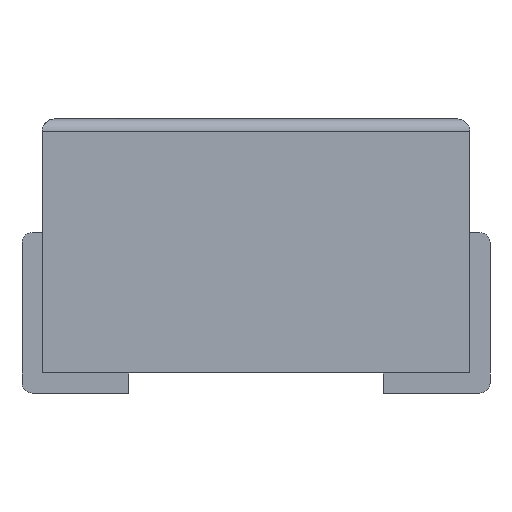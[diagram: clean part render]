
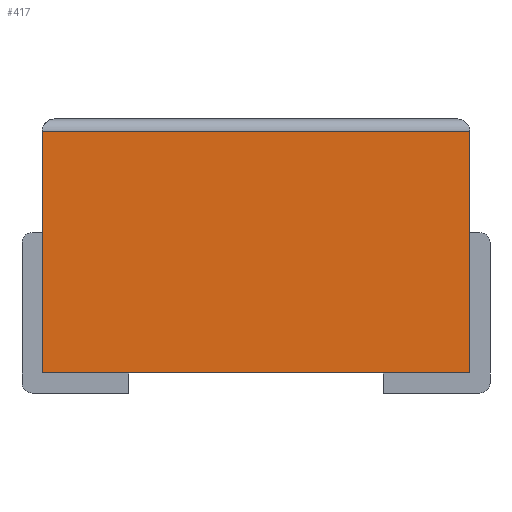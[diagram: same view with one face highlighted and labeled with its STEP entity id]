
A CAD part, front view. The second image highlights one B-rep face of the part: STEP entity #417.
In plain terms, the highlighted planar face has unit normal (0, -1, 0).
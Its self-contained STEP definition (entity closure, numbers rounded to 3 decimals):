
#281 = VERTEX_POINT('',#282);
#282 = CARTESIAN_POINT('',(1.6,-1.4,1.955));
#289 = EDGE_CURVE('',#290,#281,#292,.T.);
#290 = VERTEX_POINT('',#291);
#291 = CARTESIAN_POINT('',(-1.6,-1.4,1.955));
#292 = LINE('',#293,#294);
#293 = CARTESIAN_POINT('',(-1.6,-1.4,1.955));
#294 = VECTOR('',#295,1.);
#295 = DIRECTION('',(1.,0.,0.));
#417 = ADVANCED_FACE('',(#418),#443,.F.);
#418 = FACE_BOUND('',#419,.F.);
#419 = EDGE_LOOP('',(#420,#428,#429,#437));
#420 = ORIENTED_EDGE('',*,*,#421,.T.);
#421 = EDGE_CURVE('',#422,#290,#424,.T.);
#422 = VERTEX_POINT('',#423);
#423 = CARTESIAN_POINT('',(-1.6,-1.4,0.15));
#424 = LINE('',#425,#426);
#425 = CARTESIAN_POINT('',(-1.6,-1.4,0.15));
#426 = VECTOR('',#427,1.);
#427 = DIRECTION('',(0.,0.,1.));
#428 = ORIENTED_EDGE('',*,*,#289,.T.);
#429 = ORIENTED_EDGE('',*,*,#430,.F.);
#430 = EDGE_CURVE('',#431,#281,#433,.T.);
#431 = VERTEX_POINT('',#432);
#432 = CARTESIAN_POINT('',(1.6,-1.4,0.15));
#433 = LINE('',#434,#435);
#434 = CARTESIAN_POINT('',(1.6,-1.4,0.15));
#435 = VECTOR('',#436,1.);
#436 = DIRECTION('',(0.,0.,1.));
#437 = ORIENTED_EDGE('',*,*,#438,.F.);
#438 = EDGE_CURVE('',#422,#431,#439,.T.);
#439 = LINE('',#440,#441);
#440 = CARTESIAN_POINT('',(-1.6,-1.4,0.15));
#441 = VECTOR('',#442,1.);
#442 = DIRECTION('',(1.,0.,0.));
#443 = PLANE('',#444);
#444 = AXIS2_PLACEMENT_3D('',#445,#446,#447);
#445 = CARTESIAN_POINT('',(-1.6,-1.4,0.15));
#446 = DIRECTION('',(0.,1.,0.));
#447 = DIRECTION('',(1.,0.,0.));
